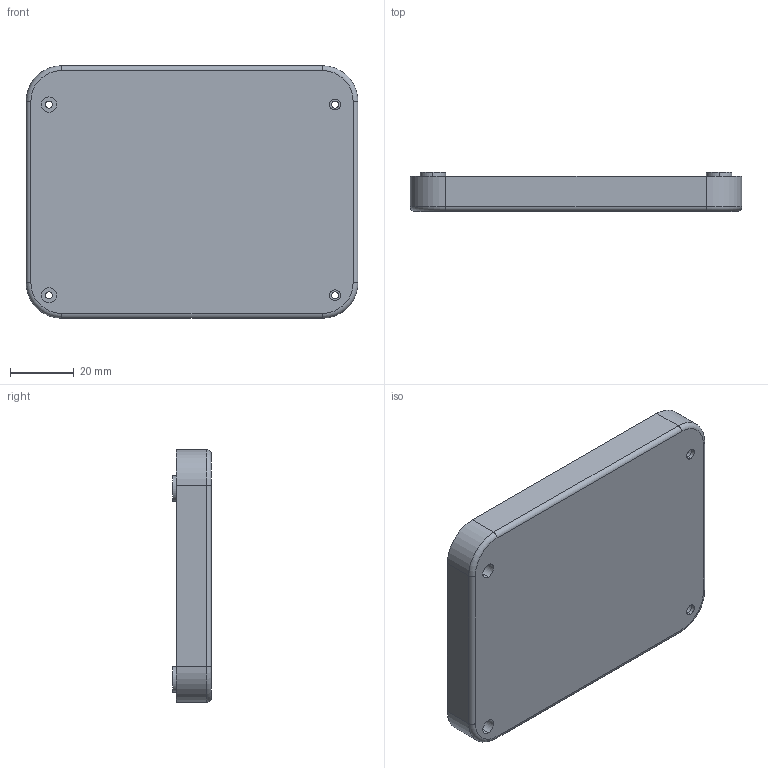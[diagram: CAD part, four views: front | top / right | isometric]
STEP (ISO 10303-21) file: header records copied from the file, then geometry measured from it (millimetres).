
FILE_DESCRIPTION (( 'STEP AP214' ), '1' );
FILE_NAME ('ºó¸ÇX1.STEP', '2024-06-27T15:39:40', ( '' ), ( '' ), 'SwSTEP 2.0', 'SolidWorks 2019', '' );
FILE_SCHEMA (( 'AUTOMOTIVE_DESIGN' ));
Length unit declared in the file: millimetre
Products named in the file (1): 綴裔X1
Bounding box: 104.4 x 12.2 x 79.4 mm (x, y, z)
Volume: 15284.4 mm3; surface area: 24882 mm2
Topology: 1 solids, 1 shells, 73 faces, 170 edges, 108 vertices
Faces by surface type: cylinder 44, plane 21, torus 8
Entity records: 2202 total; most frequent: DIRECTION 412, CARTESIAN_POINT 398, ORIENTED_EDGE 340, AXIS2_PLACEMENT_3D 172, EDGE_CURVE 170, VERTEX_POINT 108, CIRCLE 98, EDGE_LOOP 90
